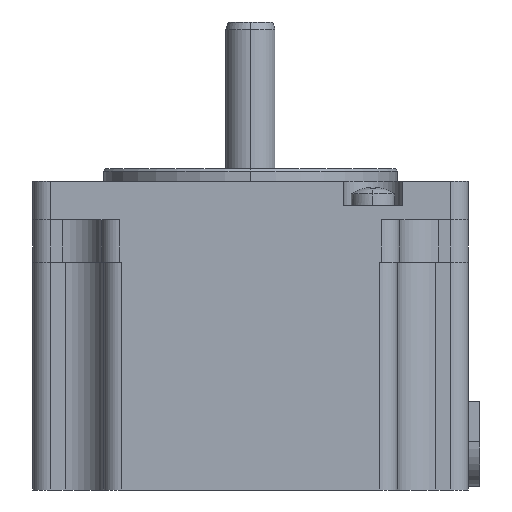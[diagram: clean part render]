
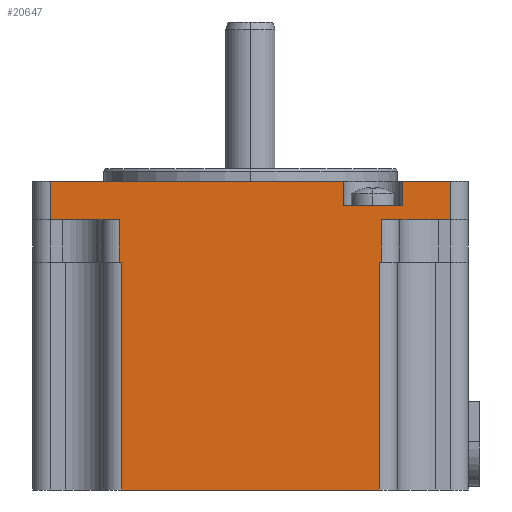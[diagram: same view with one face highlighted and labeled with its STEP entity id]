
A CAD part, left-side view. The second image highlights one B-rep face of the part: STEP entity #20647.
In plain terms, the highlighted planar face has unit normal (-1, 0, 0).
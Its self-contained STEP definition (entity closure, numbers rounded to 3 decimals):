
#24=DIRECTION('',(0.,-1.,0.));
#25=VECTOR('',#24,33.4);
#26=CARTESIAN_POINT('',(-28.2,16.7,0.));
#27=LINE('',#26,#25);
#159=DIRECTION('',(0.,-1.,0.));
#160=VECTOR('',#159,1.237);
#161=CARTESIAN_POINT('',(-28.2,-15.235,36.8));
#162=LINE('',#161,#160);
#163=DIRECTION('',(0.,-1.,0.));
#164=VECTOR('',#163,3.182);
#165=CARTESIAN_POINT('',(-28.2,-16.472,36.8));
#166=LINE('',#165,#164);
#167=DIRECTION('',(0.,0.,1.));
#168=VECTOR('',#167,3.2);
#169=CARTESIAN_POINT('',(-28.2,-19.653,36.8));
#170=LINE('',#169,#168);
#171=DIRECTION('',(0.,0.,-1.));
#172=VECTOR('',#171,5.);
#173=CARTESIAN_POINT('',(-28.2,-25.9,40.));
#174=LINE('',#173,#172);
#175=DIRECTION('',(0.,0.,-1.));
#176=VECTOR('',#175,5.5);
#177=CARTESIAN_POINT('',(-28.2,-17.,35.));
#178=LINE('',#177,#176);
#179=DIRECTION('',(0.,0.,1.));
#180=VECTOR('',#179,29.5);
#181=CARTESIAN_POINT('',(-28.2,16.7,0.));
#182=LINE('',#181,#180);
#183=DIRECTION('',(0.,0.,-1.));
#184=VECTOR('',#183,5.5);
#185=CARTESIAN_POINT('',(-28.2,17.,35.));
#186=LINE('',#185,#184);
#187=DIRECTION('',(0.,0.,-1.));
#188=VECTOR('',#187,5.);
#189=CARTESIAN_POINT('',(-28.2,25.9,40.));
#190=LINE('',#189,#188);
#191=DIRECTION('',(0.,0.,1.));
#192=VECTOR('',#191,3.2);
#193=CARTESIAN_POINT('',(-28.2,-12.053,36.8));
#194=LINE('',#193,#192);
#195=DIRECTION('',(0.,-1.,0.));
#196=VECTOR('',#195,3.182);
#197=CARTESIAN_POINT('',(-28.2,-12.053,36.8));
#198=LINE('',#197,#196);
#489=DIRECTION('',(0.,0.,1.));
#490=VECTOR('',#489,29.5);
#491=CARTESIAN_POINT('',(-28.2,-16.7,0.));
#492=LINE('',#491,#490);
#11669=DIRECTION('',(0.,-1.,0.));
#11670=VECTOR('',#11669,0.3);
#11671=CARTESIAN_POINT('',(-28.2,-16.7,29.5));
#11672=LINE('',#11671,#11670);
#11865=DIRECTION('',(0.,-1.,0.));
#11866=VECTOR('',#11865,8.9);
#11867=CARTESIAN_POINT('',(-28.2,-17.,35.));
#11868=LINE('',#11867,#11866);
#11901=DIRECTION('',(0.,-1.,0.));
#11902=VECTOR('',#11901,6.247);
#11903=CARTESIAN_POINT('',(-28.2,-19.653,40.));
#11904=LINE('',#11903,#11902);
#11918=DIRECTION('',(0.,-1.,0.));
#11919=VECTOR('',#11918,37.953);
#11920=CARTESIAN_POINT('',(-28.2,25.9,40.));
#11921=LINE('',#11920,#11919);
#15521=DIRECTION('',(0.,-1.,0.));
#15522=VECTOR('',#15521,8.9);
#15523=CARTESIAN_POINT('',(-28.2,25.9,35.));
#15524=LINE('',#15523,#15522);
#15612=DIRECTION('',(0.,-1.,0.));
#15613=VECTOR('',#15612,0.3);
#15614=CARTESIAN_POINT('',(-28.2,17.,29.5));
#15615=LINE('',#15614,#15613);
#15714=CARTESIAN_POINT('',(-28.2,16.7,0.));
#15716=VERTEX_POINT('',#15714);
#15719=CARTESIAN_POINT('',(-28.2,-16.7,0.));
#15721=VERTEX_POINT('',#15719);
#19447=CARTESIAN_POINT('',(-28.2,17.,29.5));
#19449=VERTEX_POINT('',#19447);
#19464=CARTESIAN_POINT('',(-28.2,-17.,29.5));
#19466=VERTEX_POINT('',#19464);
#19505=CARTESIAN_POINT('',(-28.2,17.,35.));
#19506=VERTEX_POINT('',#19505);
#19513=CARTESIAN_POINT('',(-28.2,-17.,35.));
#19514=VERTEX_POINT('',#19513);
#19547=CARTESIAN_POINT('',(-28.2,25.9,35.));
#19549=VERTEX_POINT('',#19547);
#19553=CARTESIAN_POINT('',(-28.2,25.9,40.));
#19554=VERTEX_POINT('',#19553);
#19556=CARTESIAN_POINT('',(-28.2,-25.9,35.));
#19558=VERTEX_POINT('',#19556);
#19559=CARTESIAN_POINT('',(-28.2,-25.9,40.));
#19560=VERTEX_POINT('',#19559);
#19623=CARTESIAN_POINT('',(-28.2,-19.653,36.8));
#19624=CARTESIAN_POINT('',(-28.2,-19.653,40.));
#19625=VERTEX_POINT('',#19623);
#19626=VERTEX_POINT('',#19624);
#19627=CARTESIAN_POINT('',(-28.2,-12.053,36.8));
#19628=CARTESIAN_POINT('',(-28.2,-12.053,40.));
#19629=VERTEX_POINT('',#19627);
#19630=VERTEX_POINT('',#19628);
#19749=CARTESIAN_POINT('',(-28.2,16.7,29.5));
#19750=VERTEX_POINT('',#19749);
#19751=CARTESIAN_POINT('',(-28.2,-16.7,29.5));
#19752=VERTEX_POINT('',#19751);
#20373=CARTESIAN_POINT('',(-28.2,-16.472,36.8));
#20374=CARTESIAN_POINT('',(-28.2,-15.235,36.8));
#20375=VERTEX_POINT('',#20373);
#20376=VERTEX_POINT('',#20374);
#20605=CARTESIAN_POINT('',(-28.2,19.,0.));
#20606=DIRECTION('',(-1.,0.,0.));
#20607=DIRECTION('',(0.,-1.,0.));
#20608=AXIS2_PLACEMENT_3D('',#20605,#20606,#20607);
#20609=PLANE('',#20608);
#20611=ORIENTED_EDGE('',*,*,#20610,.T.);
#20613=ORIENTED_EDGE('',*,*,#20612,.T.);
#20615=ORIENTED_EDGE('',*,*,#20614,.T.);
#20617=ORIENTED_EDGE('',*,*,#20616,.T.);
#20619=ORIENTED_EDGE('',*,*,#20618,.T.);
#20621=ORIENTED_EDGE('',*,*,#20620,.F.);
#20623=ORIENTED_EDGE('',*,*,#20622,.T.);
#20625=ORIENTED_EDGE('',*,*,#20624,.F.);
#20627=ORIENTED_EDGE('',*,*,#20626,.F.);
#20628=ORIENTED_EDGE('',*,*,#20534,.F.);
#20630=ORIENTED_EDGE('',*,*,#20629,.T.);
#20632=ORIENTED_EDGE('',*,*,#20631,.F.);
#20634=ORIENTED_EDGE('',*,*,#20633,.F.);
#20636=ORIENTED_EDGE('',*,*,#20635,.F.);
#20638=ORIENTED_EDGE('',*,*,#20637,.F.);
#20640=ORIENTED_EDGE('',*,*,#20639,.T.);
#20642=ORIENTED_EDGE('',*,*,#20641,.F.);
#20644=ORIENTED_EDGE('',*,*,#20643,.T.);
#20645=EDGE_LOOP('',(#20611,#20613,#20615,#20617,#20619,#20621,#20623,#20625,
#20627,#20628,#20630,#20632,#20634,#20636,#20638,#20640,#20642,#20644));
#20646=FACE_OUTER_BOUND('',#20645,.F.);
#20647=ADVANCED_FACE('',(#20646),#20609,.T.);
#20534=EDGE_CURVE('',#15716,#15721,#27,.T.);
#20610=EDGE_CURVE('',#20376,#20375,#162,.T.);
#20612=EDGE_CURVE('',#20375,#19625,#166,.T.);
#20614=EDGE_CURVE('',#19625,#19626,#170,.T.);
#20616=EDGE_CURVE('',#19626,#19560,#11904,.T.);
#20618=EDGE_CURVE('',#19560,#19558,#174,.T.);
#20620=EDGE_CURVE('',#19514,#19558,#11868,.T.);
#20622=EDGE_CURVE('',#19514,#19466,#178,.T.);
#20624=EDGE_CURVE('',#19752,#19466,#11672,.T.);
#20626=EDGE_CURVE('',#15721,#19752,#492,.T.);
#20629=EDGE_CURVE('',#15716,#19750,#182,.T.);
#20631=EDGE_CURVE('',#19449,#19750,#15615,.T.);
#20633=EDGE_CURVE('',#19506,#19449,#186,.T.);
#20635=EDGE_CURVE('',#19549,#19506,#15524,.T.);
#20637=EDGE_CURVE('',#19554,#19549,#190,.T.);
#20639=EDGE_CURVE('',#19554,#19630,#11921,.T.);
#20641=EDGE_CURVE('',#19629,#19630,#194,.T.);
#20643=EDGE_CURVE('',#19629,#20376,#198,.T.);
